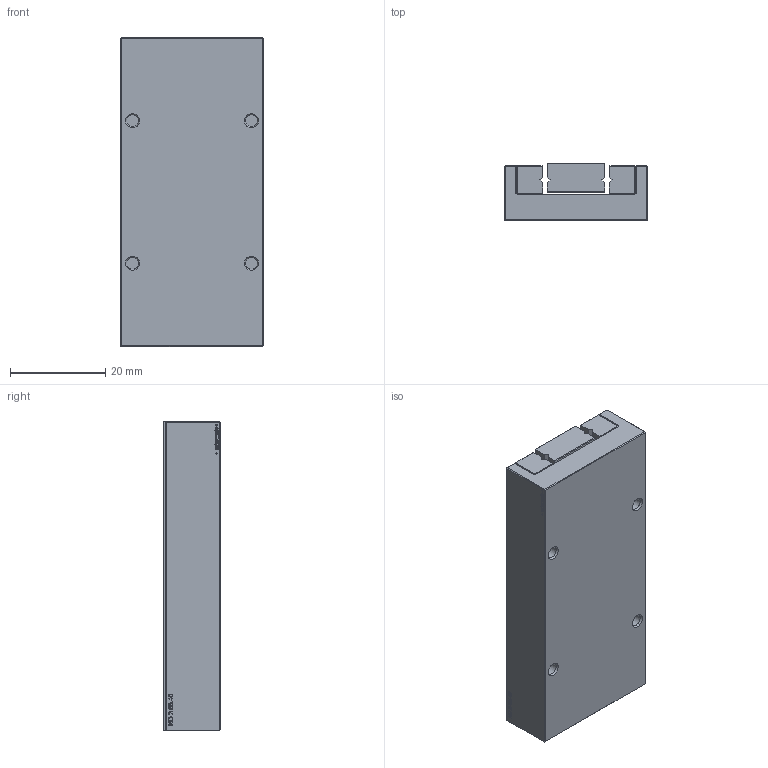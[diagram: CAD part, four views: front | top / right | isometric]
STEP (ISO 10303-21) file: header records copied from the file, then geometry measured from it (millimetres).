
FILE_DESCRIPTION(('FreeCAD Model'),'2;1');
FILE_NAME('ND 2-65.40.step', '2020-04-19T14:04:54',('Author'),(''), 'Open CASCADE STEP processor 6.8','FreeCAD','Unknown');
FILE_SCHEMA(('AUTOMOTIVE_DESIGN_CC2 { 1 2 10303 214 -1 1 5 4 }'));
Length unit declared in the file: millimetre
Products named in the file (3): ASSEMBLY; TT; DP
Assembly tree (2 placements, depth 2):
  ASSEMBLY
    TT
    DP
Bounding box: 30 x 12 x 65 mm (x, y, z)
Volume: 21274.2 mm3; surface area: 12481 mm2
Topology: 4 solids, 4 shells, 583 faces, 1541 edges, 998 vertices
Faces by surface type: plane 297, extrusion 274, cylinder 8, cone 4
Full cylindrical faces by diameter (mm): 2.5 x4, 3 x4
Entity records: 38215 total; most frequent: CARTESIAN_POINT 8995, DIRECTION 4417, VECTOR 3741, LINE 3467, ORIENTED_EDGE 3082, PCURVE 3082, DEFINITIONAL_REPRESENTATION 3082, EDGE_CURVE 1541
